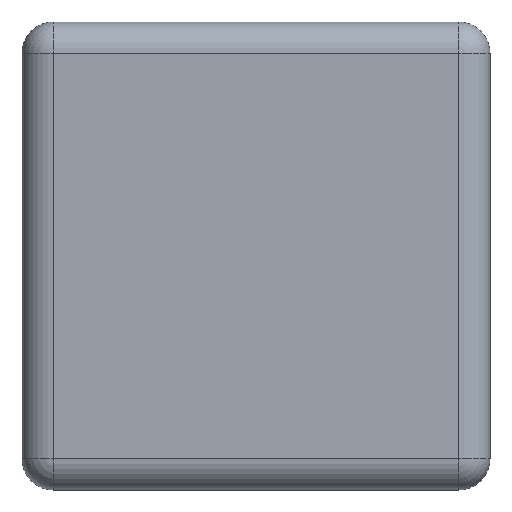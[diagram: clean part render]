
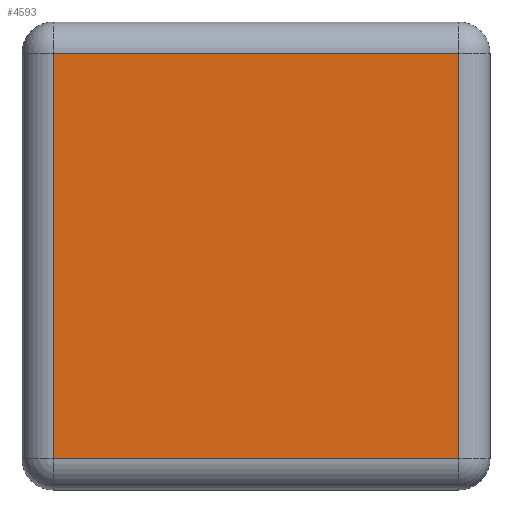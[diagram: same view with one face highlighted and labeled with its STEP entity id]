
A CAD part, front view. The second image highlights one B-rep face of the part: STEP entity #4593.
In plain terms, the highlighted planar face has unit normal (0, -1, 0).
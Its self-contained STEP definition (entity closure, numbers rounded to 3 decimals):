
#49=PLANE('',#4923);
#352=FACE_OUTER_BOUND('',#627,.T.);
#627=EDGE_LOOP('',(#3076,#3077,#3078,#3079));
#981=LINE('',#6979,#1388);
#982=LINE('',#6981,#1389);
#983=LINE('',#6983,#1390);
#984=LINE('',#6984,#1391);
#1388=VECTOR('',#5500,1000.);
#1389=VECTOR('',#5501,1000.);
#1390=VECTOR('',#5502,1000.);
#1391=VECTOR('',#5503,1000.);
#2003=VERTEX_POINT('',#6977);
#2004=VERTEX_POINT('',#6978);
#2005=VERTEX_POINT('',#6980);
#2006=VERTEX_POINT('',#6982);
#2409=EDGE_CURVE('',#2003,#2004,#981,.T.);
#2410=EDGE_CURVE('',#2004,#2005,#982,.T.);
#2411=EDGE_CURVE('',#2005,#2006,#983,.T.);
#2412=EDGE_CURVE('',#2006,#2003,#984,.T.);
#3076=ORIENTED_EDGE('',*,*,#2409,.T.);
#3077=ORIENTED_EDGE('',*,*,#2410,.T.);
#3078=ORIENTED_EDGE('',*,*,#2411,.T.);
#3079=ORIENTED_EDGE('',*,*,#2412,.T.);
#4593=ADVANCED_FACE('',(#352),#49,.F.);
#4923=AXIS2_PLACEMENT_3D('',#6976,#5498,#5499);
#5498=DIRECTION('center_axis',(0.,1.,0.));
#5499=DIRECTION('ref_axis',(0.,0.,1.));
#5500=DIRECTION('',(0.,0.,1.));
#5501=DIRECTION('',(-1.,0.,0.));
#5502=DIRECTION('',(0.,0.,-1.));
#5503=DIRECTION('',(1.,0.,0.));
#6976=CARTESIAN_POINT('Origin',(0.,-3.,0.));
#6977=CARTESIAN_POINT('',(13.,-3.,-13.));
#6978=CARTESIAN_POINT('',(13.,-3.,13.));
#6979=CARTESIAN_POINT('',(13.,-3.,13.));
#6980=CARTESIAN_POINT('',(-13.,-3.,13.));
#6981=CARTESIAN_POINT('',(-13.,-3.,13.));
#6982=CARTESIAN_POINT('',(-13.,-3.,-13.));
#6983=CARTESIAN_POINT('',(-13.,-3.,-13.));
#6984=CARTESIAN_POINT('',(13.,-3.,-13.));
